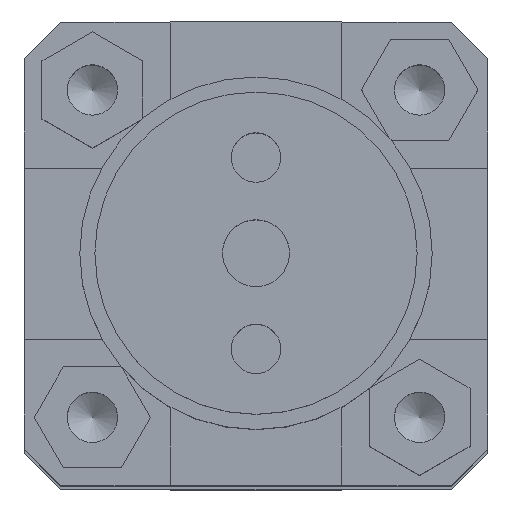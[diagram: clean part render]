
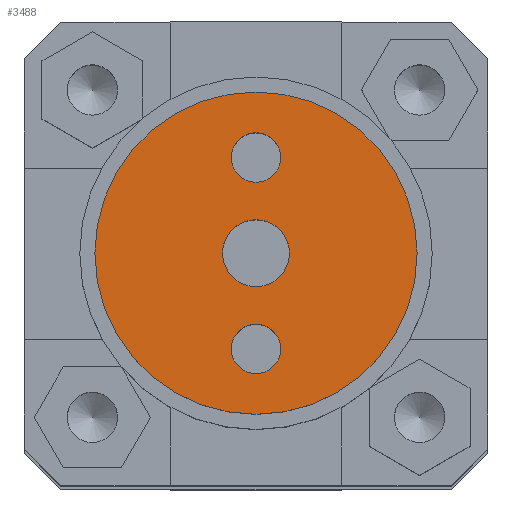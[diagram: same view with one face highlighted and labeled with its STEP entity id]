
A CAD part, top view. The second image highlights one B-rep face of the part: STEP entity #3488.
In plain terms, the highlighted face is planar.
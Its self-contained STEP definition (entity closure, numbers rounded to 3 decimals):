
#945=PLANE('',#3736);
#1019=FACE_BOUND('',#1432,.T.);
#1020=FACE_BOUND('',#1433,.T.);
#1021=FACE_BOUND('',#1434,.T.);
#1022=FACE_BOUND('',#1435,.T.);
#1432=EDGE_LOOP('',(#3095));
#1433=EDGE_LOOP('',(#3096));
#1434=EDGE_LOOP('',(#3097));
#1435=EDGE_LOOP('',(#3098));
#1481=CIRCLE('',#3712,3.324);
#1488=CIRCLE('',#3722,2.459);
#1490=CIRCLE('',#3725,2.459);
#1492=CIRCLE('',#3728,16.);
#1784=VERTEX_POINT('',#5500);
#1791=VERTEX_POINT('',#5517);
#1793=VERTEX_POINT('',#5522);
#1795=VERTEX_POINT('',#5527);
#2219=EDGE_CURVE('',#1784,#1784,#1481,.T.);
#2226=EDGE_CURVE('',#1791,#1791,#1488,.T.);
#2228=EDGE_CURVE('',#1793,#1793,#1490,.T.);
#2230=EDGE_CURVE('',#1795,#1795,#1492,.T.);
#3095=ORIENTED_EDGE('',*,*,#2219,.T.);
#3096=ORIENTED_EDGE('',*,*,#2226,.T.);
#3097=ORIENTED_EDGE('',*,*,#2228,.T.);
#3098=ORIENTED_EDGE('',*,*,#2230,.T.);
#3488=ADVANCED_FACE('',(#1019,#1020,#1021,#1022),#945,.F.);
#3712=AXIS2_PLACEMENT_3D('',#5501,#4555,#4556);
#3722=AXIS2_PLACEMENT_3D('',#5518,#4575,#4576);
#3725=AXIS2_PLACEMENT_3D('',#5523,#4581,#4582);
#3728=AXIS2_PLACEMENT_3D('',#5528,#4587,#4588);
#3736=AXIS2_PLACEMENT_3D('',#5540,#4603,#4604);
#4555=DIRECTION('center_axis',(0.,1.,0.));
#4556=DIRECTION('ref_axis',(1.,0.,0.));
#4575=DIRECTION('center_axis',(0.,1.,0.));
#4576=DIRECTION('ref_axis',(1.,0.,0.));
#4581=DIRECTION('center_axis',(0.,1.,0.));
#4582=DIRECTION('ref_axis',(1.,0.,0.));
#4587=DIRECTION('center_axis',(0.,-1.,0.));
#4588=DIRECTION('ref_axis',(-1.,0.,0.));
#4603=DIRECTION('center_axis',(0.,1.,0.));
#4604=DIRECTION('ref_axis',(0.,0.,1.));
#5500=CARTESIAN_POINT('',(3.324,-248.,0.));
#5501=CARTESIAN_POINT('Origin',(0.,-248.,0.));
#5517=CARTESIAN_POINT('',(2.459,-248.,9.5));
#5518=CARTESIAN_POINT('Origin',(0.,-248.,9.5));
#5522=CARTESIAN_POINT('',(2.459,-248.,-9.5));
#5523=CARTESIAN_POINT('Origin',(0.,-248.,-9.5));
#5527=CARTESIAN_POINT('',(16.,-248.,0.));
#5528=CARTESIAN_POINT('Origin',(0.,-248.,0.));
#5540=CARTESIAN_POINT('Origin',(0.,-248.,0.));
